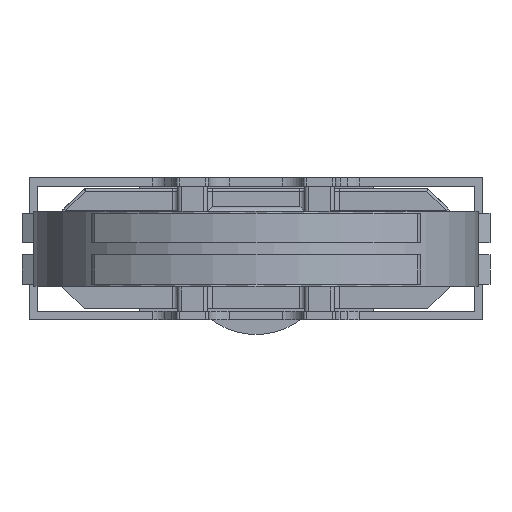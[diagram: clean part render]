
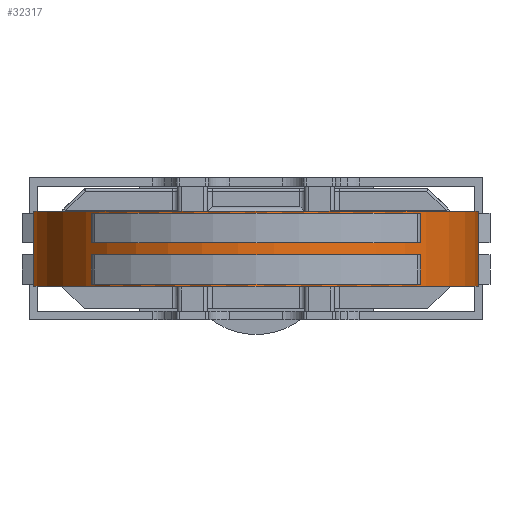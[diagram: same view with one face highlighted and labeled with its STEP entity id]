
A CAD part, front view. The second image highlights one B-rep face of the part: STEP entity #32317.
In plain terms, the highlighted cylindrical face has radius 266 mm (diameter 532 mm), a partial arc.
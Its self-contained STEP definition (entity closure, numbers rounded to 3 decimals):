
#276 = LINE ( 'NONE', #304, #9761 ) ;
#304 = CARTESIAN_POINT ( 'NONE',  ( -178.252, -197.439, -49.5 ) ) ;
#358 = ORIENTED_EDGE ( 'NONE', *, *, #867, .T. ) ;
#867 = EDGE_CURVE ( 'NONE', #22544, #24788, #9502, .T. ) ;
#1166 = VERTEX_POINT ( 'NONE', #5775 ) ;
#1398 = DIRECTION ( 'NONE',  ( -1., 0., 0. ) ) ;
#1800 = CARTESIAN_POINT ( 'NONE',  ( 0., 0., 38. ) ) ;
#2096 = CARTESIAN_POINT ( 'NONE',  ( -178.252, -197.439, -14. ) ) ;
#2713 = DIRECTION ( 'NONE',  ( 0., 0., 1. ) ) ;
#3050 = VECTOR ( 'NONE', #9407, 1000. ) ;
#3236 = LINE ( 'NONE', #29482, #30459 ) ;
#3253 = CARTESIAN_POINT ( 'NONE',  ( -266., 0., -52. ) ) ;
#3282 = CARTESIAN_POINT ( 'NONE',  ( -178.252, -197.439, 0. ) ) ;
#3669 = ORIENTED_EDGE ( 'NONE', *, *, #11922, .T. ) ;
#3922 = LINE ( 'NONE', #33316, #30296 ) ;
#4107 = EDGE_CURVE ( 'NONE', #21597, #28455, #11956, .T. ) ;
#4195 = CARTESIAN_POINT ( 'NONE',  ( 0., 0., 35.5 ) ) ;
#4206 = ORIENTED_EDGE ( 'NONE', *, *, #33368, .T. ) ;
#4407 = DIRECTION ( 'NONE',  ( 0., 0., -1. ) ) ;
#4671 = LINE ( 'NONE', #16763, #9855 ) ;
#5775 = CARTESIAN_POINT ( 'NONE',  ( 178.252, -197.439, -14. ) ) ;
#6281 = DIRECTION ( 'NONE',  ( 1., 0., 0. ) ) ;
#6302 = DIRECTION ( 'NONE',  ( 1., 0., 0. ) ) ;
#6678 = VERTEX_POINT ( 'NONE', #10325 ) ;
#6744 = ORIENTED_EDGE ( 'NONE', *, *, #19038, .F. ) ;
#6815 = DIRECTION ( 'NONE',  ( 0., 0., 1. ) ) ;
#7015 = CARTESIAN_POINT ( 'NONE',  ( -178.252, -197.439, 35.5 ) ) ;
#7741 = DIRECTION ( 'NONE',  ( 0., 0., -1. ) ) ;
#7898 = AXIS2_PLACEMENT_3D ( 'NONE', #16671, #13605, #6281 ) ;
#8327 = VERTEX_POINT ( 'NONE', #3282 ) ;
#8328 = DIRECTION ( 'NONE',  ( 0., 0., -1. ) ) ;
#8998 = AXIS2_PLACEMENT_3D ( 'NONE', #15509, #12412, #1398 ) ;
#9085 = DIRECTION ( 'NONE',  ( 0., 0., 1. ) ) ;
#9279 = DIRECTION ( 'NONE',  ( 0., 0., -1. ) ) ;
#9286 = CYLINDRICAL_SURFACE ( 'NONE', #22795, 266. ) ;
#9407 = DIRECTION ( 'NONE',  ( 0., 0., -1. ) ) ;
#9502 = LINE ( 'NONE', #23613, #3050 ) ;
#9527 = CIRCLE ( 'NONE', #23628, 266. ) ;
#9761 = VECTOR ( 'NONE', #2713, 1000. ) ;
#9855 = VECTOR ( 'NONE', #30384, 1000. ) ;
#9995 = ORIENTED_EDGE ( 'NONE', *, *, #32593, .F. ) ;
#10325 = CARTESIAN_POINT ( 'NONE',  ( -178.252, -197.439, -49.5 ) ) ;
#10671 = CIRCLE ( 'NONE', #30471, 266. ) ;
#10887 = EDGE_LOOP ( 'NONE', ( #6744, #17051, #21120, #9995 ) ) ;
#11922 = EDGE_CURVE ( 'NONE', #25848, #21597, #9527, .T. ) ;
#11956 = LINE ( 'NONE', #27380, #26149 ) ;
#11964 = CARTESIAN_POINT ( 'NONE',  ( 178.252, -197.439, 35.5 ) ) ;
#12180 = DIRECTION ( 'NONE',  ( -1., 0., 0. ) ) ;
#12412 = DIRECTION ( 'NONE',  ( 0., 0., -1. ) ) ;
#12586 = CARTESIAN_POINT ( 'NONE',  ( -266., 0., 38. ) ) ;
#12597 = DIRECTION ( 'NONE',  ( 1., 0., 0. ) ) ;
#13082 = EDGE_LOOP ( 'NONE', ( #19195, #22232, #28357, #3669 ) ) ;
#13605 = DIRECTION ( 'NONE',  ( 0., 0., 1. ) ) ;
#14593 = CARTESIAN_POINT ( 'NONE',  ( 0., 0., -14. ) ) ;
#15199 = VERTEX_POINT ( 'NONE', #19735 ) ;
#15290 = VERTEX_POINT ( 'NONE', #34941 ) ;
#15509 = CARTESIAN_POINT ( 'NONE',  ( 0., 0., 0. ) ) ;
#15564 = CIRCLE ( 'NONE', #29705, 266. ) ;
#15569 = ORIENTED_EDGE ( 'NONE', *, *, #16928, .F. ) ;
#16470 = EDGE_LOOP ( 'NONE', ( #15569, #17345, #358, #4206 ) ) ;
#16671 = CARTESIAN_POINT ( 'NONE',  ( 0., 0., -49.5 ) ) ;
#16723 = FACE_OUTER_BOUND ( 'NONE', #16470, .T. ) ;
#16763 = CARTESIAN_POINT ( 'NONE',  ( 178.252, -197.439, -49.5 ) ) ;
#16928 = EDGE_CURVE ( 'NONE', #15290, #28726, #3922, .T. ) ;
#17051 = ORIENTED_EDGE ( 'NONE', *, *, #34621, .T. ) ;
#17345 = ORIENTED_EDGE ( 'NONE', *, *, #23952, .F. ) ;
#17803 = CARTESIAN_POINT ( 'NONE',  ( 0., 0., 35.5 ) ) ;
#17826 = CARTESIAN_POINT ( 'NONE',  ( 266., 0., -52. ) ) ;
#19038 = EDGE_CURVE ( 'NONE', #6678, #15199, #26110, .T. ) ;
#19151 = EDGE_CURVE ( 'NONE', #1166, #25458, #20383, .T. ) ;
#19195 = ORIENTED_EDGE ( 'NONE', *, *, #4107, .T. ) ;
#19735 = CARTESIAN_POINT ( 'NONE',  ( 178.252, -197.439, -49.5 ) ) ;
#20383 = CIRCLE ( 'NONE', #26839, 266. ) ;
#20619 = DIRECTION ( 'NONE',  ( -1., 0., 0. ) ) ;
#21120 = ORIENTED_EDGE ( 'NONE', *, *, #19151, .F. ) ;
#21198 = EDGE_CURVE ( 'NONE', #25848, #8327, #3236, .T. ) ;
#21597 = VERTEX_POINT ( 'NONE', #11964 ) ;
#21976 = CARTESIAN_POINT ( 'NONE',  ( 178.252, -197.439, 0. ) ) ;
#22232 = ORIENTED_EDGE ( 'NONE', *, *, #26526, .T. ) ;
#22544 = VERTEX_POINT ( 'NONE', #12586 ) ;
#22795 = AXIS2_PLACEMENT_3D ( 'NONE', #4195, #9279, #12180 ) ;
#23613 = CARTESIAN_POINT ( 'NONE',  ( -266., 0., 35.5 ) ) ;
#23628 = AXIS2_PLACEMENT_3D ( 'NONE', #17803, #6815, #12597 ) ;
#23952 = EDGE_CURVE ( 'NONE', #22544, #15290, #15564, .T. ) ;
#24788 = VERTEX_POINT ( 'NONE', #3253 ) ;
#24903 = FACE_BOUND ( 'NONE', #13082, .T. ) ;
#25458 = VERTEX_POINT ( 'NONE', #2096 ) ;
#25833 = CARTESIAN_POINT ( 'NONE',  ( 0., 0., -52. ) ) ;
#25848 = VERTEX_POINT ( 'NONE', #7015 ) ;
#26110 = CIRCLE ( 'NONE', #7898, 266. ) ;
#26149 = VECTOR ( 'NONE', #7741, 1000. ) ;
#26526 = EDGE_CURVE ( 'NONE', #28455, #8327, #32592, .T. ) ;
#26673 = DIRECTION ( 'NONE',  ( 0., 0., 1. ) ) ;
#26839 = AXIS2_PLACEMENT_3D ( 'NONE', #14593, #34292, #20619 ) ;
#27380 = CARTESIAN_POINT ( 'NONE',  ( 178.252, -197.439, 35.5 ) ) ;
#28357 = ORIENTED_EDGE ( 'NONE', *, *, #21198, .F. ) ;
#28455 = VERTEX_POINT ( 'NONE', #21976 ) ;
#28726 = VERTEX_POINT ( 'NONE', #17826 ) ;
#29067 = DIRECTION ( 'NONE',  ( 1., 0., 0. ) ) ;
#29482 = CARTESIAN_POINT ( 'NONE',  ( -178.252, -197.439, 35.5 ) ) ;
#29705 = AXIS2_PLACEMENT_3D ( 'NONE', #1800, #26673, #29067 ) ;
#30296 = VECTOR ( 'NONE', #8328, 1000. ) ;
#30384 = DIRECTION ( 'NONE',  ( 0., 0., 1. ) ) ;
#30459 = VECTOR ( 'NONE', #4407, 1000. ) ;
#30471 = AXIS2_PLACEMENT_3D ( 'NONE', #25833, #9085, #6302 ) ;
#32212 = FACE_BOUND ( 'NONE', #10887, .T. ) ;
#32317 = ADVANCED_FACE ( 'NONE', ( #16723, #32212, #24903 ), #9286, .T. ) ;
#32592 = CIRCLE ( 'NONE', #8998, 266. ) ;
#32593 = EDGE_CURVE ( 'NONE', #15199, #1166, #4671, .T. ) ;
#33316 = CARTESIAN_POINT ( 'NONE',  ( 266., 0., 35.5 ) ) ;
#33368 = EDGE_CURVE ( 'NONE', #24788, #28726, #10671, .T. ) ;
#34292 = DIRECTION ( 'NONE',  ( 0., 0., -1. ) ) ;
#34621 = EDGE_CURVE ( 'NONE', #6678, #25458, #276, .T. ) ;
#34941 = CARTESIAN_POINT ( 'NONE',  ( 266., 0., 38. ) ) ;
